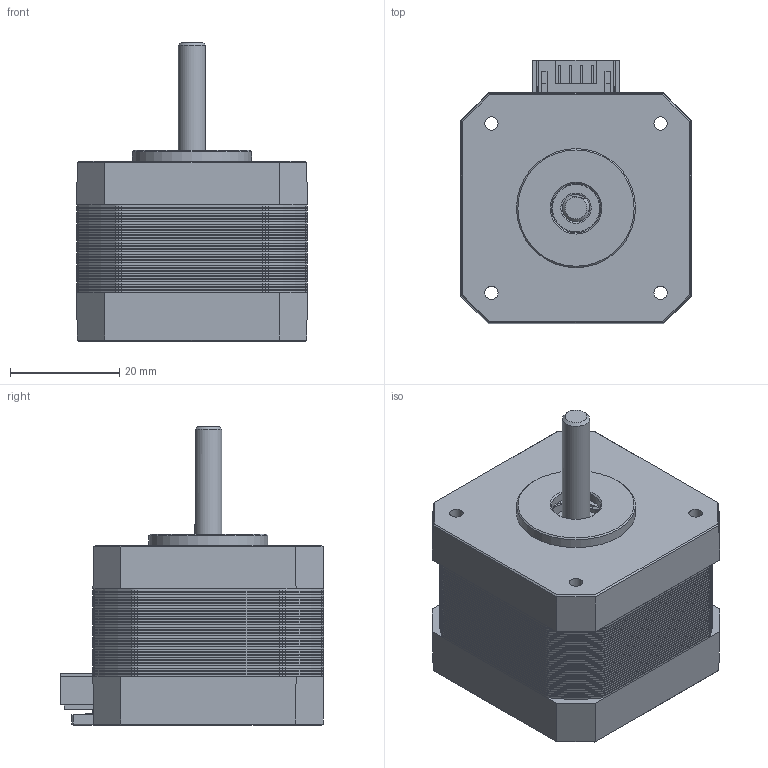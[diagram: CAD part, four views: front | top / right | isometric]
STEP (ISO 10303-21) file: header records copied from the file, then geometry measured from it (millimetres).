
FILE_DESCRIPTION(('HOOPS Exchange Step'),'2;1');
FILE_NAME('temp_export.step','2020-04-24T21:50:23+19:00',('mobile'),('Shapr3D Limited'),'HOOPS Exchange 2018.1','Shapr3D','Authorized');
FILE_SCHEMA( ('AP203_CONFIGURATION_CONTROLLED_3D_DESIGN_OF_MECHANICAL_PARTS_AND_ASSEMBLIES_MIM_LF') );
Length unit declared in the file: millimetre
Products named in the file (1): temp_export.x_b
Bounding box: 42.31 x 48.31 x 54.75 mm (x, y, z)
Volume: 39345.7 mm3; surface area: 45141.6 mm2
Topology: 45 solids, 45 shells, 2488 faces, 7049 edges, 4723 vertices
Faces by surface type: cylinder 1622, plane 826, cone 14, sphere 12, torus 8, bspline 6
Full cylindrical faces by diameter (mm): 1.2 x6, 1.5 x16, 2.459 x4, 3.4 x8, 4 x1, 5 x9, 6 x4, 7.75 x1, 8.667 x2, 9 x3, 11 x1, 12 x2, 12.333 x2, 15.5 x1, 16 x4, 21.8 x1, 24 x1, 26 x2
Entity records: 83917 total; most frequent: CARTESIAN_POINT 16019, DIRECTION 15184, ORIENTED_EDGE 14074, EDGE_CURVE 7037, AXIS2_PLACEMENT_3D 5848, VERTEX_POINT 4723, VECTOR 3488, LINE 3488
